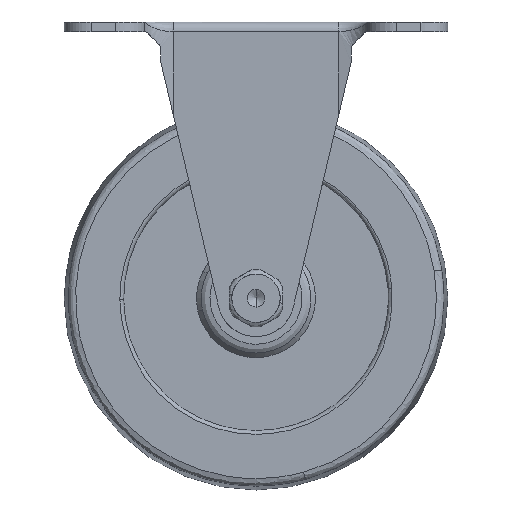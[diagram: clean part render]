
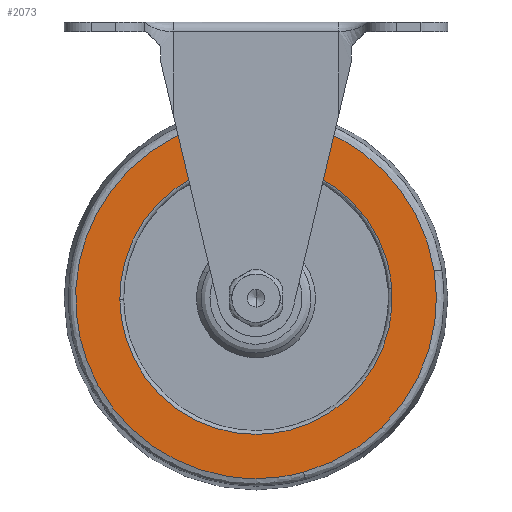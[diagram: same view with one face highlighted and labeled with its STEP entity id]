
A CAD part, front view. The second image highlights one B-rep face of the part: STEP entity #2073.
In plain terms, the highlighted free-form (B-spline) face has degree [1, 1] with [2, 2] control points.
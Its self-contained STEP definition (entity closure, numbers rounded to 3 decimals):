
#905=CARTESIAN_POINT('',(35.414,-13.5,2.476));
#906=VERTEX_POINT('',#905);
#907=CARTESIAN_POINT('',(0.0,-13.5,-35.5));
#908=VERTEX_POINT('',#907);
#909=CARTESIAN_POINT('',(35.414,-13.5,2.476));
#910=CARTESIAN_POINT('',(35.5,-13.5,1.239));
#911=CARTESIAN_POINT('',(35.5,-13.5,0.));
#912=CARTESIAN_POINT('',(35.5,-13.5,-35.5));
#913=CARTESIAN_POINT('',(0.0,-13.5,-35.5));
#921=(BOUNDED_CURVE()B_SPLINE_CURVE(2,(#909,#910,#911,#912,#913),.UNSPECIFIED.,.F.,.U.)B_SPLINE_CURVE_WITH_KNOTS((3,2,3),(0.238,0.25,0.5),.UNSPECIFIED.)CURVE()GEOMETRIC_REPRESENTATION_ITEM()RATIONAL_B_SPLINE_CURVE((0.973,0.986,1.0,0.707,1.0))REPRESENTATION_ITEM(''));
#922=EDGE_CURVE('',#906,#908,#921,.T.);
#971=CARTESIAN_POINT('',(-35.497,-13.5,-0.446));
#972=VERTEX_POINT('',#971);
#986=CARTESIAN_POINT('',(0.0,-13.5,-35.5));
#987=CARTESIAN_POINT('',(-35.057,-13.5,-35.5));
#988=CARTESIAN_POINT('',(-35.497,-13.5,-0.446));
#996=(BOUNDED_CURVE()B_SPLINE_CURVE(2,(#986,#987,#988),.UNSPECIFIED.,.F.,.U.)B_SPLINE_CURVE_WITH_KNOTS((3,3),(0.5,0.748),.UNSPECIFIED.)CURVE()GEOMETRIC_REPRESENTATION_ITEM()RATIONAL_B_SPLINE_CURVE((1.0,0.71,0.995))REPRESENTATION_ITEM(''));
#997=EDGE_CURVE('',#908,#972,#996,.T.);
#1025=CARTESIAN_POINT('',(0.0,-13.5,35.5));
#1026=VERTEX_POINT('',#1025);
#1027=CARTESIAN_POINT('',(0.0,-13.5,35.5));
#1028=CARTESIAN_POINT('',(33.105,-13.5,35.5));
#1029=CARTESIAN_POINT('',(35.414,-13.5,2.476));
#1037=(BOUNDED_CURVE()B_SPLINE_CURVE(2,(#1027,#1028,#1029),.UNSPECIFIED.,.F.,.U.)B_SPLINE_CURVE_WITH_KNOTS((3,3),(0.0,0.238),.UNSPECIFIED.)CURVE()GEOMETRIC_REPRESENTATION_ITEM()RATIONAL_B_SPLINE_CURVE((1.0,0.721,0.973))REPRESENTATION_ITEM(''));
#1038=EDGE_CURVE('',#1026,#906,#1037,.T.);
#1040=CARTESIAN_POINT('',(-35.497,-13.5,-0.446));
#1041=CARTESIAN_POINT('',(-35.5,-13.5,-0.223));
#1042=CARTESIAN_POINT('',(-35.5,-13.5,0.));
#1043=CARTESIAN_POINT('',(-35.5,-13.5,35.5));
#1044=CARTESIAN_POINT('',(0.0,-13.5,35.5));
#1052=(BOUNDED_CURVE()B_SPLINE_CURVE(2,(#1040,#1041,#1042,#1043,#1044),.UNSPECIFIED.,.F.,.U.)B_SPLINE_CURVE_WITH_KNOTS((3,2,3),(0.748,0.75,1.0),.UNSPECIFIED.)CURVE()GEOMETRIC_REPRESENTATION_ITEM()RATIONAL_B_SPLINE_CURVE((0.995,0.997,1.0,0.707,1.0))REPRESENTATION_ITEM(''));
#1053=EDGE_CURVE('',#972,#1026,#1052,.T.);
#1511=CARTESIAN_POINT('',(46.487,-13.5,7.064));
#1512=VERTEX_POINT('',#1511);
#1526=CARTESIAN_POINT('',(12.384,-13.5,-45.36));
#1527=VERTEX_POINT('',#1526);
#1528=CARTESIAN_POINT('',(12.384,-13.5,-45.36));
#1529=CARTESIAN_POINT('',(47.021,-13.5,-35.904));
#1530=CARTESIAN_POINT('',(47.021,-13.5,0.));
#1531=CARTESIAN_POINT('',(47.021,-13.5,3.552));
#1532=CARTESIAN_POINT('',(46.487,-13.5,7.064));
#1540=(BOUNDED_CURVE()B_SPLINE_CURVE(2,(#1528,#1529,#1530,#1531,#1532),.UNSPECIFIED.,.F.,.U.)B_SPLINE_CURVE_WITH_KNOTS((3,2,3),(0.045,0.25,0.276),.UNSPECIFIED.)CURVE()GEOMETRIC_REPRESENTATION_ITEM()RATIONAL_B_SPLINE_CURVE((0.914,0.76,1.0,0.97,0.946))REPRESENTATION_ITEM(''));
#1541=EDGE_CURVE('',#1527,#1512,#1540,.T.);
#1610=CARTESIAN_POINT('',(0.0,-13.5,-47.021));
#1611=VERTEX_POINT('',#1610);
#1612=CARTESIAN_POINT('',(0.0,-13.5,-47.021));
#1613=CARTESIAN_POINT('',(6.303,-13.5,-47.021));
#1614=CARTESIAN_POINT('',(12.384,-13.5,-45.36));
#1622=(BOUNDED_CURVE()B_SPLINE_CURVE(2,(#1612,#1613,#1614),.UNSPECIFIED.,.F.,.U.)B_SPLINE_CURVE_WITH_KNOTS((3,3),(0.0,0.045),.UNSPECIFIED.)CURVE()GEOMETRIC_REPRESENTATION_ITEM()RATIONAL_B_SPLINE_CURVE((1.0,0.947,0.914))REPRESENTATION_ITEM(''));
#1623=EDGE_CURVE('',#1611,#1527,#1622,.T.);
#1625=CARTESIAN_POINT('',(0.0,-13.5,47.021));
#1626=VERTEX_POINT('',#1625);
#1627=CARTESIAN_POINT('',(0.0,-13.5,47.021));
#1628=CARTESIAN_POINT('',(-47.021,-13.5,47.021));
#1629=CARTESIAN_POINT('',(-47.021,-13.5,0.));
#1630=CARTESIAN_POINT('',(-47.021,-13.5,-47.021));
#1631=CARTESIAN_POINT('',(0.0,-13.5,-47.021));
#1639=(BOUNDED_CURVE()B_SPLINE_CURVE(2,(#1627,#1628,#1629,#1630,#1631),.UNSPECIFIED.,.F.,.U.)B_SPLINE_CURVE_WITH_KNOTS((3,2,3),(0.5,0.75,1.0),.UNSPECIFIED.)CURVE()GEOMETRIC_REPRESENTATION_ITEM()RATIONAL_B_SPLINE_CURVE((1.0,0.707,1.0,0.707,1.0))REPRESENTATION_ITEM(''));
#1640=EDGE_CURVE('',#1626,#1611,#1639,.T.);
#1642=CARTESIAN_POINT('',(46.487,-13.5,7.064));
#1643=CARTESIAN_POINT('',(40.415,-13.5,47.021));
#1644=CARTESIAN_POINT('',(0.0,-13.5,47.021));
#1652=(BOUNDED_CURVE()B_SPLINE_CURVE(2,(#1642,#1643,#1644),.UNSPECIFIED.,.F.,.U.)B_SPLINE_CURVE_WITH_KNOTS((3,3),(0.276,0.5),.UNSPECIFIED.)CURVE()GEOMETRIC_REPRESENTATION_ITEM()RATIONAL_B_SPLINE_CURVE((0.946,0.737,1.0))REPRESENTATION_ITEM(''));
#1653=EDGE_CURVE('',#1512,#1626,#1652,.T.);
#2056=CARTESIAN_POINT('',(-51.718,-13.5,-51.718));
#2057=CARTESIAN_POINT('',(-51.718,-13.5,51.718));
#2058=CARTESIAN_POINT('',(51.717,-13.5,-51.718));
#2059=CARTESIAN_POINT('',(51.717,-13.5,51.718));
#2060=B_SPLINE_SURFACE_WITH_KNOTS('',1,1,((#2056,#2058),(#2057,#2059)),.UNSPECIFIED.,.F.,.F.,.U.,(2,2),(2,2),(0.0,103.436),(0.0,103.435),.UNSPECIFIED.);
#2061=ORIENTED_EDGE('',*,*,#1623,.T.);
#2062=ORIENTED_EDGE('',*,*,#1541,.T.);
#2063=ORIENTED_EDGE('',*,*,#1653,.T.);
#2064=ORIENTED_EDGE('',*,*,#1640,.T.);
#2065=EDGE_LOOP('',(#2061,#2062,#2063,#2064));
#2066=FACE_OUTER_BOUND('',#2065,.T.);
#2067=ORIENTED_EDGE('',*,*,#997,.T.);
#2068=ORIENTED_EDGE('',*,*,#1053,.T.);
#2069=ORIENTED_EDGE('',*,*,#1038,.T.);
#2070=ORIENTED_EDGE('',*,*,#922,.T.);
#2071=EDGE_LOOP('',(#2067,#2068,#2069,#2070));
#2072=FACE_BOUND('',#2071,.T.);
#2073=ADVANCED_FACE('',(#2066,#2072),#2060,.F.);
